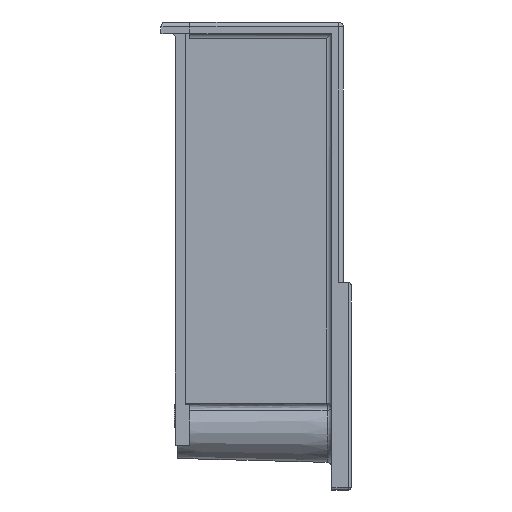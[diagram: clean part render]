
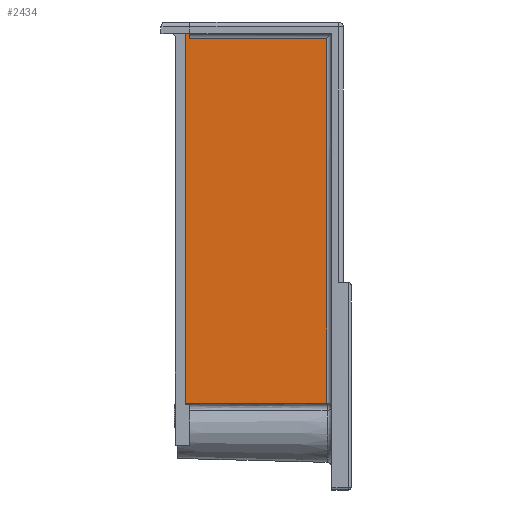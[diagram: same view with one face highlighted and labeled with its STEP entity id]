
A CAD part, left-side view. The second image highlights one B-rep face of the part: STEP entity #2434.
In plain terms, the highlighted planar face has unit normal (-1, 0, 0).
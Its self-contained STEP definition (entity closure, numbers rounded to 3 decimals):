
#89=PLANE('',#2677);
#253=FACE_OUTER_BOUND('',#403,.T.);
#403=EDGE_LOOP('',(#1767,#1768,#1769,#1770,#1771,#1772));
#542=LINE('',#3773,#739);
#546=LINE('',#3992,#743);
#549=LINE('',#3999,#746);
#558=LINE('',#4032,#755);
#559=LINE('',#4034,#756);
#560=LINE('',#4035,#757);
#739=VECTOR('',#2965,14.7);
#743=VECTOR('',#3025,37.8);
#746=VECTOR('',#3032,14.2);
#755=VECTOR('',#3063,0.5);
#756=VECTOR('',#3064,0.5);
#757=VECTOR('',#3065,38.3);
#1077=VERTEX_POINT('',#3758);
#1079=VERTEX_POINT('',#3771);
#1096=VERTEX_POINT('',#3990);
#1098=VERTEX_POINT('',#3997);
#1111=VERTEX_POINT('',#4031);
#1112=VERTEX_POINT('',#4033);
#1314=EDGE_CURVE('',#1077,#1079,#542,.T.);
#1345=EDGE_CURVE('',#1079,#1096,#546,.T.);
#1349=EDGE_CURVE('',#1096,#1098,#549,.T.);
#1364=EDGE_CURVE('',#1111,#1098,#558,.T.);
#1365=EDGE_CURVE('',#1112,#1111,#559,.T.);
#1366=EDGE_CURVE('',#1077,#1112,#560,.T.);
#1767=ORIENTED_EDGE('',*,*,#1349,.T.);
#1768=ORIENTED_EDGE('',*,*,#1364,.F.);
#1769=ORIENTED_EDGE('',*,*,#1365,.F.);
#1770=ORIENTED_EDGE('',*,*,#1366,.F.);
#1771=ORIENTED_EDGE('',*,*,#1314,.T.);
#1772=ORIENTED_EDGE('',*,*,#1345,.T.);
#2434=ADVANCED_FACE('',(#253),#89,.T.);
#2677=AXIS2_PLACEMENT_3D('',#4030,#3061,#3062);
#2965=DIRECTION('',(0.,-1.,0.));
#3025=DIRECTION('',(0.,0.,1.));
#3032=DIRECTION('',(0.,1.,0.));
#3061=DIRECTION('center_axis',(-1.,0.,0.));
#3062=DIRECTION('ref_axis',(0.,0.,1.));
#3063=DIRECTION('',(0.,0.,-1.));
#3064=DIRECTION('',(0.,-1.,0.));
#3065=DIRECTION('',(0.,0.,1.));
#3758=CARTESIAN_POINT('',(295.235,-0.3,63.132));
#3771=CARTESIAN_POINT('',(295.235,-15.,63.132));
#3773=CARTESIAN_POINT('',(295.235,-0.3,63.132));
#3990=CARTESIAN_POINT('',(295.235,-15.,100.932));
#3992=CARTESIAN_POINT('',(295.235,-15.,63.132));
#3997=CARTESIAN_POINT('',(295.235,-0.8,100.932));
#3999=CARTESIAN_POINT('',(295.235,-15.,100.932));
#4030=CARTESIAN_POINT('Origin',(295.235,-0.8,63.132));
#4031=CARTESIAN_POINT('',(295.235,-0.8,101.432));
#4032=CARTESIAN_POINT('',(295.235,-0.8,101.432));
#4033=CARTESIAN_POINT('',(295.235,-0.3,101.432));
#4034=CARTESIAN_POINT('',(295.235,-0.3,101.432));
#4035=CARTESIAN_POINT('',(295.235,-0.3,63.132));
